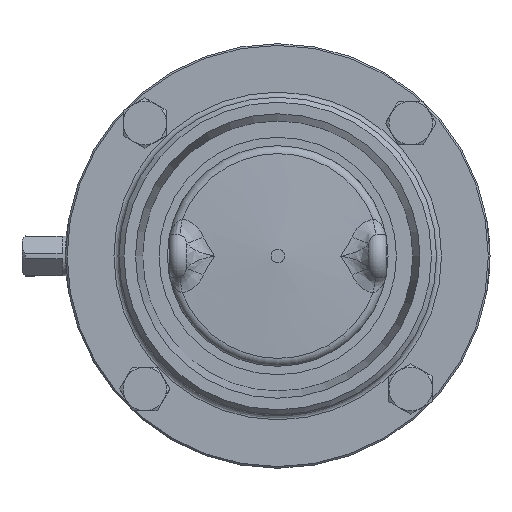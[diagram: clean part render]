
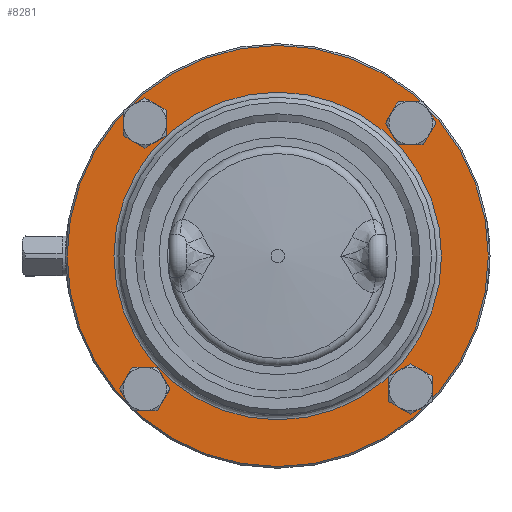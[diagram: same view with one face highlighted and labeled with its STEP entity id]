
A CAD part, left-side view. The second image highlights one B-rep face of the part: STEP entity #8281.
In plain terms, the highlighted planar face has unit normal (-1, 0, 0).
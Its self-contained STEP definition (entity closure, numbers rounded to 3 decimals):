
#931=CARTESIAN_POINT('',(-10.,39.775,45.475));
#932=VERTEX_POINT('',#931);
#933=CARTESIAN_POINT('',(-10.,39.775,39.775));
#934=DIRECTION('',(1.0,0.0,0.0));
#935=DIRECTION('',(0.0,0.0,1.0));
#936=AXIS2_PLACEMENT_3D('',#933,#934,#935);
#937=CIRCLE('',#936,5.7);
#938=EDGE_CURVE('',#932,#932,#937,.T.);
#1809=CARTESIAN_POINT('',(-10.,-45.475,39.775));
#1810=VERTEX_POINT('',#1809);
#1811=CARTESIAN_POINT('',(-10.,-39.775,39.775));
#1812=DIRECTION('',(1.0,0.0,0.0));
#1813=DIRECTION('',(0.0,-1.0,0.0));
#1814=AXIS2_PLACEMENT_3D('',#1811,#1812,#1813);
#1815=CIRCLE('',#1814,5.7);
#1816=EDGE_CURVE('',#1810,#1810,#1815,.T.);
#2687=CARTESIAN_POINT('',(-10.,-39.775,-45.475));
#2688=VERTEX_POINT('',#2687);
#2689=CARTESIAN_POINT('',(-10.,-39.775,-39.775));
#2690=DIRECTION('',(1.0,0.0,0.0));
#2691=DIRECTION('',(0.0,0.0,-1.0));
#2692=AXIS2_PLACEMENT_3D('',#2689,#2690,#2691);
#2693=CIRCLE('',#2692,5.7);
#2694=EDGE_CURVE('',#2688,#2688,#2693,.T.);
#3565=CARTESIAN_POINT('',(-10.,45.475,-39.775));
#3566=VERTEX_POINT('',#3565);
#3567=CARTESIAN_POINT('',(-10.,39.775,-39.775));
#3568=DIRECTION('',(1.0,0.0,0.0));
#3569=DIRECTION('',(0.0,1.0,0.0));
#3570=AXIS2_PLACEMENT_3D('',#3567,#3568,#3569);
#3571=CIRCLE('',#3570,5.7);
#3572=EDGE_CURVE('',#3566,#3566,#3571,.T.);
#8227=CARTESIAN_POINT('',(-10.,-63.,0.));
#8228=VERTEX_POINT('',#8227);
#8229=CARTESIAN_POINT('',(-10.,0.,0.));
#8230=DIRECTION('',(-1.0,0.0,0.0));
#8231=DIRECTION('',(0.0,-1.0,0.0));
#8232=AXIS2_PLACEMENT_3D('',#8229,#8230,#8231);
#8233=CIRCLE('',#8232,63.);
#8234=EDGE_CURVE('',#8228,#8228,#8233,.T.);
#8250=CARTESIAN_POINT('',(-10.,-56.,0.));
#8251=DIRECTION('',(-1.0,0.0,0.0));
#8252=DIRECTION('',(0.0,0.0,-1.0));
#8253=AXIS2_PLACEMENT_3D('',#8250,#8251,#8252);
#8254=PLANE('',#8253);
#8255=ORIENTED_EDGE('',*,*,#8234,.T.);
#8256=EDGE_LOOP('',(#8255));
#8257=FACE_OUTER_BOUND('',#8256,.T.);
#8258=ORIENTED_EDGE('',*,*,#938,.T.);
#8259=EDGE_LOOP('',(#8258));
#8260=FACE_BOUND('',#8259,.T.);
#8261=ORIENTED_EDGE('',*,*,#1816,.T.);
#8262=EDGE_LOOP('',(#8261));
#8263=FACE_BOUND('',#8262,.T.);
#8264=ORIENTED_EDGE('',*,*,#2694,.T.);
#8265=EDGE_LOOP('',(#8264));
#8266=FACE_BOUND('',#8265,.T.);
#8267=ORIENTED_EDGE('',*,*,#3572,.T.);
#8268=EDGE_LOOP('',(#8267));
#8269=FACE_BOUND('',#8268,.T.);
#8270=CARTESIAN_POINT('',(-10.,-49.0,0.));
#8271=VERTEX_POINT('',#8270);
#8272=CARTESIAN_POINT('',(-10.,0.,0.));
#8273=DIRECTION('',(-1.0,0.0,0.0));
#8274=DIRECTION('',(0.0,-1.0,0.0));
#8275=AXIS2_PLACEMENT_3D('',#8272,#8273,#8274);
#8276=CIRCLE('',#8275,49.0);
#8277=EDGE_CURVE('',#8271,#8271,#8276,.T.);
#8278=ORIENTED_EDGE('',*,*,#8277,.F.);
#8279=EDGE_LOOP('',(#8278));
#8280=FACE_BOUND('',#8279,.T.);
#8281=ADVANCED_FACE('',(#8257,#8260,#8263,#8266,#8269,#8280),#8254,.T.);
